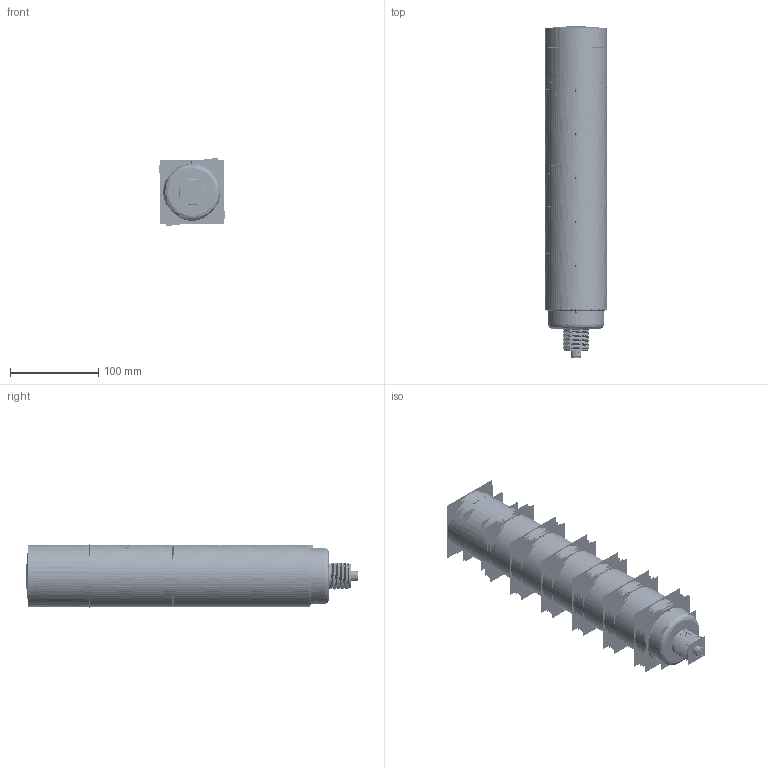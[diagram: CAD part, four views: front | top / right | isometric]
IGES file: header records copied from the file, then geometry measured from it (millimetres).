
Start section:  PTC IGES file: 191340.igs
Global section: file name: 191340.igs; native system: Creo Parametric by PTC Inc.; preprocessor: 2016260; author: pdmadmin; organization: Unknown; date: 20170317.110102; units: millimetre
Bounding box: 75.81 x 376.19 x 77.53 mm (x, y, z)
Volume: 345379.2 mm3; surface area: 2022484.8 mm2
Topology: 15 solids, 21 shells, 8028 faces, 39500 edges, 49357 vertices
Faces by surface type: revolution 4108, bspline 3876, extrusion 44
